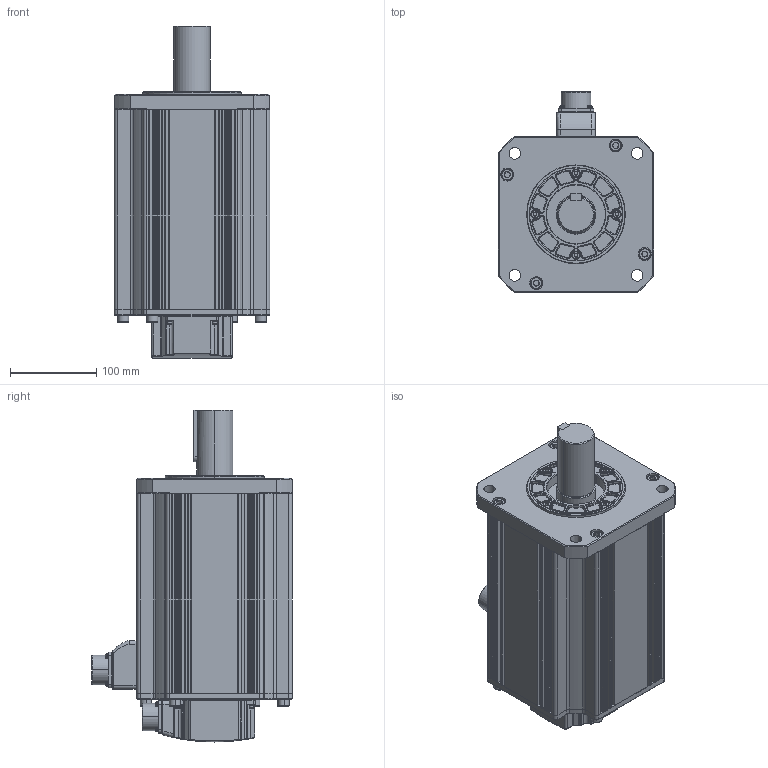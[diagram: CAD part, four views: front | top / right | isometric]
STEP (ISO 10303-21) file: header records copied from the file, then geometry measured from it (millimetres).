
FILE_DESCRIPTION (( 'STEP AP214' ), '1' );
FILE_NAME ('FM18GA001G04_Out Line(APM-FF75D_K,FF60G_K,FF44M_K).STEP', '2018-12-05T06:24:57', ( '' ), ( '' ), 'SwSTEP 2.0', 'SolidWorks 2011', '' );
FILE_SCHEMA (( 'AUTOMOTIVE_DESIGN' ));
Length unit declared in the file: millimetre
Products named in the file (1): FM18GA001G04_Out Line(APM-FF75D_K,FF60G_K,FF44M_K)
Bounding box: 180 x 232.5 x 384.5 mm (x, y, z)
Volume: 7739089.6 mm3; surface area: 563842.5 mm2
Topology: 57 solids, 57 shells, 2357 faces, 5901 edges, 3724 vertices
Faces by surface type: cylinder 876, plane 795, cone 270, torus 243, bspline 173
Entity records: 106627 total; most frequent: CARTESIAN_POINT 23382, DIRECTION 12220, ORIENTED_EDGE 11678, EDGE_CURVE 5839, AXIS2_PLACEMENT_3D 4738, VERTEX_POINT 3724, LINE 2744, VECTOR 2744
